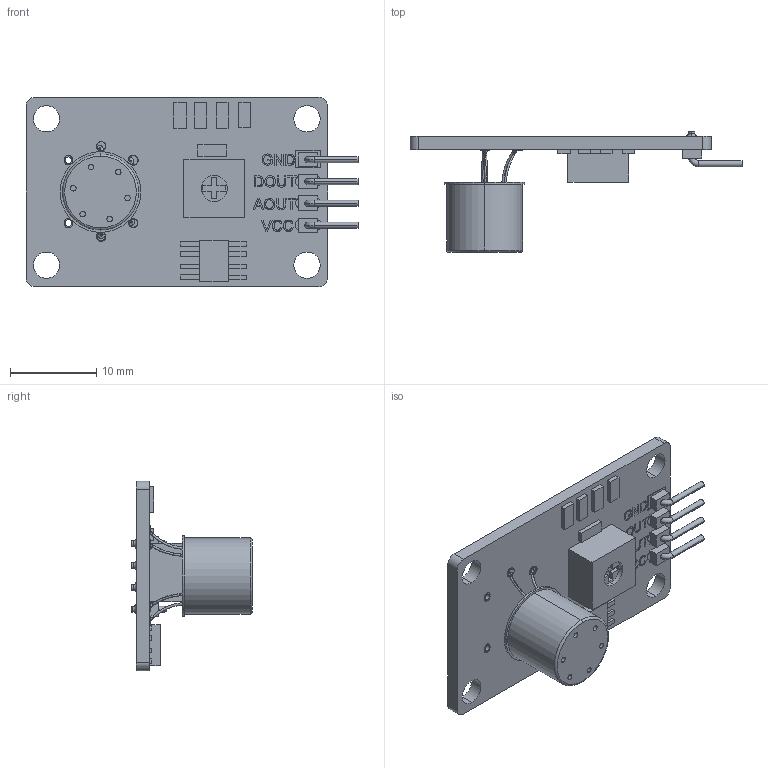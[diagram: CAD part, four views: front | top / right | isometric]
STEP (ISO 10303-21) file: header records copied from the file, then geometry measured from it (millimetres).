
FILE_DESCRIPTION (( 'STEP AP214' ), '1' );
FILE_NAME ('SRAQ-G026_3D.STEP', '2022-04-15T22:34:12', ( '' ), ( '' ), 'SwSTEP 2.0', 'SolidWorks 2021', '' );
FILE_SCHEMA (( 'AUTOMOTIVE_DESIGN' ));
Length unit declared in the file: inch
Products named in the file (1): SRAQ-G026_3D
Bounding box: 38.54 x 14 x 22 mm (x, y, z)
Volume: 1854.4 mm3; surface area: 2428.8 mm2
Topology: 5 solids, 5 shells, 494 faces, 1251 edges, 810 vertices
Faces by surface type: plane 269, bspline 115, cylinder 84, torus 26
Entity records: 26704 total; most frequent: CARTESIAN_POINT 9404, ORIENTED_EDGE 2478, DIRECTION 2017, EDGE_CURVE 1239, VERTEX_POINT 810, LINE 747, VECTOR 747, AXIS2_PLACEMENT_3D 635
